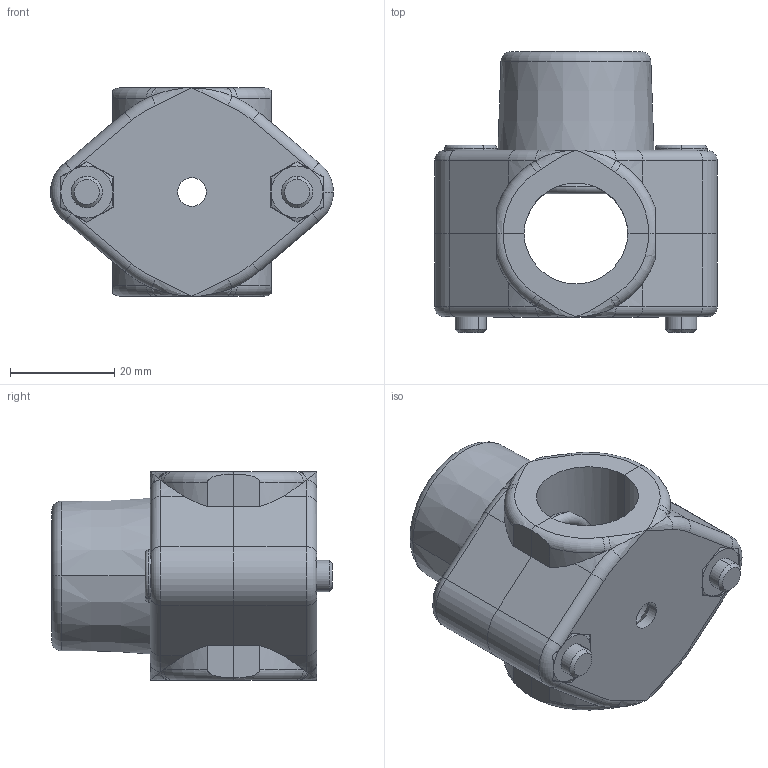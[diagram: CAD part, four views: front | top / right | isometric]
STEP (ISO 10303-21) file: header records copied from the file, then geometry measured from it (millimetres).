
FILE_DESCRIPTION (( 'STEP AP203' ), '1' );
FILE_NAME ('ML214.020.012.STEP', '2016-10-21T13:39:20', ( 'Utente' ), ( '' ), 'SwSTEP 2.0', 'SolidWorks 2016', '' );
FILE_SCHEMA (( 'CONFIG_CONTROL_DESIGN' ));
Length unit declared in the file: millimetre
Products named in the file (1): ML214.020.012
Bounding box: 54.37 x 54 x 40 mm (x, y, z)
Surface area: 15747.4 mm2 (no closed solid volume)
Topology: 0 solids, 9 shells, 220 faces, 588 edges, 356 vertices
Faces by surface type: plane 77, cylinder 61, torus 32, bspline 27, cone 23
Entity records: 10851 total; most frequent: CARTESIAN_POINT 5861, ORIENTED_EDGE 1042, DIRECTION 946, EDGE_CURVE 572, VERTEX_POINT 356, AXIS2_PLACEMENT_3D 355, VECTOR 236, LINE 236
